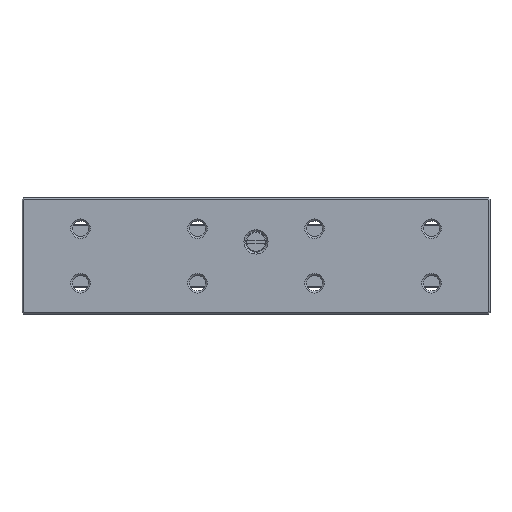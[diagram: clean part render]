
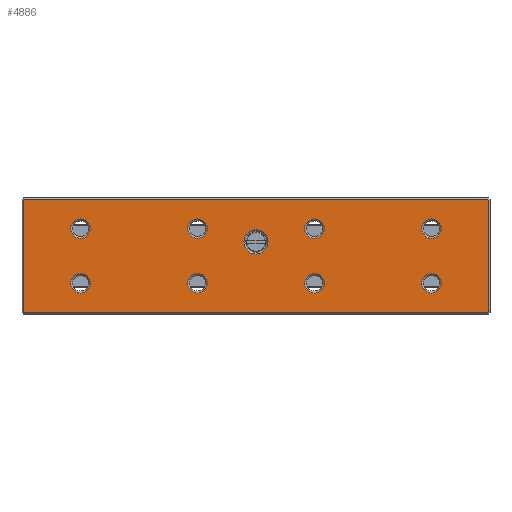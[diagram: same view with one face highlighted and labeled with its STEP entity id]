
A CAD part, top view. The second image highlights one B-rep face of the part: STEP entity #4886.
In plain terms, the highlighted planar face has unit normal (0, 0, 1).
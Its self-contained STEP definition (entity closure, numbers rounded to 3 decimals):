
#4289=FACE_BOUND('',#6899,.T.);
#4290=FACE_BOUND('',#6900,.T.);
#4291=FACE_BOUND('',#6901,.T.);
#4292=FACE_BOUND('',#6902,.T.);
#4293=FACE_BOUND('',#6903,.T.);
#4294=FACE_BOUND('',#6904,.T.);
#4295=FACE_BOUND('',#6905,.T.);
#4296=FACE_BOUND('',#6906,.T.);
#4297=FACE_BOUND('',#6907,.T.);
#4298=FACE_BOUND('',#6908,.T.);
#4886=ADVANCED_FACE('',(#4289,#4290,#4291,#4292,#4293,#4294,#4295,#4296,
#4297,#4298),#5637,.F.);
#5637=PLANE('',#17913);
#6899=EDGE_LOOP('',(#8420));
#6900=EDGE_LOOP('',(#8421));
#6901=EDGE_LOOP('',(#8422));
#6902=EDGE_LOOP('',(#8423));
#6903=EDGE_LOOP('',(#8424));
#6904=EDGE_LOOP('',(#8425));
#6905=EDGE_LOOP('',(#8426));
#6906=EDGE_LOOP('',(#8427));
#6907=EDGE_LOOP('',(#8428));
#6908=EDGE_LOOP('',(#8429,#8430,#8431,#8432,#8433,#8434,#8435,#8436));
#7726=CIRCLE('',#17904,1.55);
#7727=CIRCLE('',#17905,1.25);
#7728=CIRCLE('',#17906,1.25);
#7729=CIRCLE('',#17907,1.25);
#7730=CIRCLE('',#17908,1.25);
#7731=CIRCLE('',#17909,1.25);
#7732=CIRCLE('',#17910,1.25);
#7733=CIRCLE('',#17911,1.25);
#7734=CIRCLE('',#17912,1.25);
#8420=ORIENTED_EDGE('',*,*,#13560,.T.);
#8421=ORIENTED_EDGE('',*,*,#13561,.T.);
#8422=ORIENTED_EDGE('',*,*,#13562,.T.);
#8423=ORIENTED_EDGE('',*,*,#13563,.T.);
#8424=ORIENTED_EDGE('',*,*,#13564,.T.);
#8425=ORIENTED_EDGE('',*,*,#13565,.T.);
#8426=ORIENTED_EDGE('',*,*,#13566,.T.);
#8427=ORIENTED_EDGE('',*,*,#13567,.T.);
#8428=ORIENTED_EDGE('',*,*,#13568,.T.);
#8429=ORIENTED_EDGE('',*,*,#13569,.T.);
#8430=ORIENTED_EDGE('',*,*,#13570,.T.);
#8431=ORIENTED_EDGE('',*,*,#13571,.T.);
#8432=ORIENTED_EDGE('',*,*,#13572,.T.);
#8433=ORIENTED_EDGE('',*,*,#13573,.T.);
#8434=ORIENTED_EDGE('',*,*,#13574,.T.);
#8435=ORIENTED_EDGE('',*,*,#13575,.T.);
#8436=ORIENTED_EDGE('',*,*,#13576,.T.);
#12240=VERTEX_POINT('',#23005);
#12241=VERTEX_POINT('',#23007);
#12242=VERTEX_POINT('',#23009);
#12243=VERTEX_POINT('',#23011);
#12244=VERTEX_POINT('',#23013);
#12245=VERTEX_POINT('',#23015);
#12246=VERTEX_POINT('',#23017);
#12247=VERTEX_POINT('',#23019);
#12248=VERTEX_POINT('',#23021);
#12249=VERTEX_POINT('',#23023);
#12250=VERTEX_POINT('',#23024);
#12251=VERTEX_POINT('',#23026);
#12252=VERTEX_POINT('',#23028);
#12253=VERTEX_POINT('',#23030);
#12254=VERTEX_POINT('',#23032);
#12255=VERTEX_POINT('',#23034);
#12256=VERTEX_POINT('',#23036);
#13560=EDGE_CURVE('',#12240,#12240,#7726,.T.);
#13561=EDGE_CURVE('',#12241,#12241,#7727,.T.);
#13562=EDGE_CURVE('',#12242,#12242,#7728,.T.);
#13563=EDGE_CURVE('',#12243,#12243,#7729,.T.);
#13564=EDGE_CURVE('',#12244,#12244,#7730,.T.);
#13565=EDGE_CURVE('',#12245,#12245,#7731,.T.);
#13566=EDGE_CURVE('',#12246,#12246,#7732,.T.);
#13567=EDGE_CURVE('',#12247,#12247,#7733,.T.);
#13568=EDGE_CURVE('',#12248,#12248,#7734,.T.);
#13569=EDGE_CURVE('',#12249,#12250,#15319,.T.);
#13570=EDGE_CURVE('',#12250,#12251,#15320,.T.);
#13571=EDGE_CURVE('',#12251,#12252,#15321,.T.);
#13572=EDGE_CURVE('',#12252,#12253,#15322,.T.);
#13573=EDGE_CURVE('',#12253,#12254,#15323,.T.);
#13574=EDGE_CURVE('',#12254,#12255,#15324,.T.);
#13575=EDGE_CURVE('',#12255,#12256,#15325,.T.);
#13576=EDGE_CURVE('',#12256,#12249,#15326,.T.);
#15319=LINE('',#23022,#16783);
#15320=LINE('',#23025,#16784);
#15321=LINE('',#23027,#16785);
#15322=LINE('',#23029,#16786);
#15323=LINE('',#23031,#16787);
#15324=LINE('',#23033,#16788);
#15325=LINE('',#23035,#16789);
#15326=LINE('',#23037,#16790);
#16783=VECTOR('',#19060,1.);
#16784=VECTOR('',#19061,1.);
#16785=VECTOR('',#19062,1.);
#16786=VECTOR('',#19063,1.);
#16787=VECTOR('',#19064,1.);
#16788=VECTOR('',#19065,1.);
#16789=VECTOR('',#19066,1.);
#16790=VECTOR('',#19067,1.);
#17904=AXIS2_PLACEMENT_3D('',#23004,#19042,#19043);
#17905=AXIS2_PLACEMENT_3D('',#23006,#19044,#19045);
#17906=AXIS2_PLACEMENT_3D('',#23008,#19046,#19047);
#17907=AXIS2_PLACEMENT_3D('',#23010,#19048,#19049);
#17908=AXIS2_PLACEMENT_3D('',#23012,#19050,#19051);
#17909=AXIS2_PLACEMENT_3D('',#23014,#19052,#19053);
#17910=AXIS2_PLACEMENT_3D('',#23016,#19054,#19055);
#17911=AXIS2_PLACEMENT_3D('',#23018,#19056,#19057);
#17912=AXIS2_PLACEMENT_3D('',#23020,#19058,#19059);
#17913=AXIS2_PLACEMENT_3D('',#23038,#19068,#19069);
#19042=DIRECTION('',(0.,0.,-1.));
#19043=DIRECTION('',(-1.,0.,0.));
#19044=DIRECTION('',(0.,0.,-1.));
#19045=DIRECTION('',(-1.,0.,0.));
#19046=DIRECTION('',(0.,0.,-1.));
#19047=DIRECTION('',(-1.,0.,0.));
#19048=DIRECTION('',(0.,0.,-1.));
#19049=DIRECTION('',(-1.,0.,0.));
#19050=DIRECTION('',(0.,0.,-1.));
#19051=DIRECTION('',(-1.,0.,0.));
#19052=DIRECTION('',(0.,0.,-1.));
#19053=DIRECTION('',(-1.,0.,0.));
#19054=DIRECTION('',(0.,0.,-1.));
#19055=DIRECTION('',(-1.,0.,0.));
#19056=DIRECTION('',(0.,0.,-1.));
#19057=DIRECTION('',(-1.,0.,0.));
#19058=DIRECTION('',(0.,0.,-1.));
#19059=DIRECTION('',(-1.,0.,0.));
#19060=DIRECTION('',(-0.577,-0.816,0.));
#19061=DIRECTION('',(0.,-1.,0.));
#19062=DIRECTION('',(0.577,-0.816,0.));
#19063=DIRECTION('',(1.,0.,0.));
#19064=DIRECTION('',(0.577,0.816,0.));
#19065=DIRECTION('',(0.,1.,0.));
#19066=DIRECTION('',(-0.577,0.816,0.));
#19067=DIRECTION('',(-1.,0.,0.));
#19068=DIRECTION('',(0.,0.,-1.));
#19069=DIRECTION('',(1.,0.,0.));
#23004=CARTESIAN_POINT('',(0.,1.8,8.));
#23005=CARTESIAN_POINT('',(-1.55,1.8,8.));
#23006=CARTESIAN_POINT('',(22.5,3.5,8.));
#23007=CARTESIAN_POINT('',(21.25,3.5,8.));
#23008=CARTESIAN_POINT('',(7.5,3.5,8.));
#23009=CARTESIAN_POINT('',(6.25,3.5,8.));
#23010=CARTESIAN_POINT('',(-7.5,3.5,8.));
#23011=CARTESIAN_POINT('',(-8.75,3.5,8.));
#23012=CARTESIAN_POINT('',(22.5,-3.5,8.));
#23013=CARTESIAN_POINT('',(21.25,-3.5,8.));
#23014=CARTESIAN_POINT('',(7.5,-3.5,8.));
#23015=CARTESIAN_POINT('',(6.25,-3.5,8.));
#23016=CARTESIAN_POINT('',(-7.5,-3.5,8.));
#23017=CARTESIAN_POINT('',(-8.75,-3.5,8.));
#23018=CARTESIAN_POINT('',(-22.5,3.5,8.));
#23019=CARTESIAN_POINT('',(-23.75,3.5,8.));
#23020=CARTESIAN_POINT('',(-22.5,-3.5,8.));
#23021=CARTESIAN_POINT('',(-23.75,-3.5,8.));
#23022=CARTESIAN_POINT('',(-29.735,7.25,8.));
#23023=CARTESIAN_POINT('',(-29.7,7.3,8.));
#23024=CARTESIAN_POINT('',(-29.8,7.159,8.));
#23025=CARTESIAN_POINT('',(-29.8,7.5,8.));
#23026=CARTESIAN_POINT('',(-29.8,-7.159,8.));
#23027=CARTESIAN_POINT('',(-29.735,-7.25,8.));
#23028=CARTESIAN_POINT('',(-29.7,-7.3,8.));
#23029=CARTESIAN_POINT('',(30.,-7.3,8.));
#23030=CARTESIAN_POINT('',(29.7,-7.3,8.));
#23031=CARTESIAN_POINT('',(29.735,-7.25,8.));
#23032=CARTESIAN_POINT('',(29.8,-7.159,8.));
#23033=CARTESIAN_POINT('',(29.8,6.876,8.));
#23034=CARTESIAN_POINT('',(29.8,7.159,8.));
#23035=CARTESIAN_POINT('',(29.735,7.25,8.));
#23036=CARTESIAN_POINT('',(29.7,7.3,8.));
#23037=CARTESIAN_POINT('',(30.,7.3,8.));
#23038=CARTESIAN_POINT('',(30.,7.5,8.));
